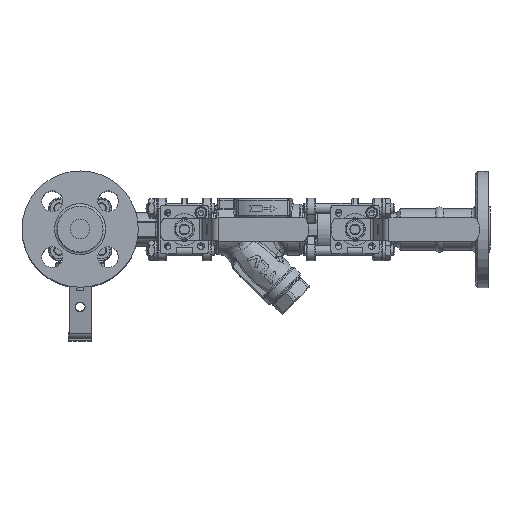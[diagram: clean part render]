
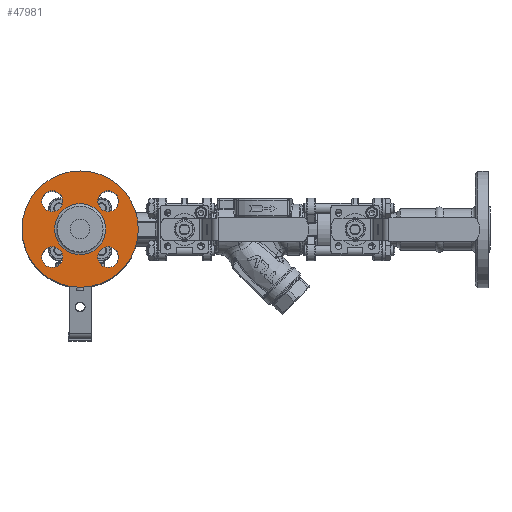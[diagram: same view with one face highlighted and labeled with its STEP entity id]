
A CAD part, top view. The second image highlights one B-rep face of the part: STEP entity #47981.
In plain terms, the highlighted planar face has unit normal (0, 0, 1).
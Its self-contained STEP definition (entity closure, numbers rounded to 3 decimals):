
#4438=FACE_BOUND('',#14583,.T.);
#4439=FACE_BOUND('',#14584,.T.);
#4440=FACE_BOUND('',#14585,.T.);
#4441=FACE_BOUND('',#14586,.T.);
#4442=FACE_BOUND('',#14587,.T.);
#4660=PLANE('',#51066);
#11564=FACE_OUTER_BOUND('',#14582,.T.);
#14582=EDGE_LOOP('',(#32743));
#14583=EDGE_LOOP('',(#32744));
#14584=EDGE_LOOP('',(#32745));
#14585=EDGE_LOOP('',(#32746));
#14586=EDGE_LOOP('',(#32747));
#14587=EDGE_LOOP('',(#32748));
#17823=CIRCLE('',#51063,19.486);
#17826=CIRCLE('',#51067,44.5);
#17827=CIRCLE('',#51068,8.);
#17828=CIRCLE('',#51069,8.);
#17829=CIRCLE('',#51070,8.);
#17830=CIRCLE('',#51071,8.);
#20546=VERTEX_POINT('',#70924);
#20548=VERTEX_POINT('',#70930);
#20549=VERTEX_POINT('',#70932);
#20550=VERTEX_POINT('',#70934);
#20551=VERTEX_POINT('',#70936);
#20552=VERTEX_POINT('',#70938);
#25164=EDGE_CURVE('',#20546,#20546,#17823,.T.);
#25167=EDGE_CURVE('',#20548,#20548,#17826,.T.);
#25168=EDGE_CURVE('',#20549,#20549,#17827,.T.);
#25169=EDGE_CURVE('',#20550,#20550,#17828,.T.);
#25170=EDGE_CURVE('',#20551,#20551,#17829,.T.);
#25171=EDGE_CURVE('',#20552,#20552,#17830,.T.);
#32743=ORIENTED_EDGE('',*,*,#25167,.F.);
#32744=ORIENTED_EDGE('',*,*,#25168,.T.);
#32745=ORIENTED_EDGE('',*,*,#25169,.T.);
#32746=ORIENTED_EDGE('',*,*,#25170,.T.);
#32747=ORIENTED_EDGE('',*,*,#25171,.T.);
#32748=ORIENTED_EDGE('',*,*,#25164,.F.);
#47981=ADVANCED_FACE('',(#11564,#4438,#4439,#4440,#4441,#4442),#4660,.F.);
#51063=AXIS2_PLACEMENT_3D('',#70925,#56923,#56924);
#51066=AXIS2_PLACEMENT_3D('',#70929,#56929,#56930);
#51067=AXIS2_PLACEMENT_3D('',#70931,#56931,#56932);
#51068=AXIS2_PLACEMENT_3D('',#70933,#56933,#56934);
#51069=AXIS2_PLACEMENT_3D('',#70935,#56935,#56936);
#51070=AXIS2_PLACEMENT_3D('',#70937,#56937,#56938);
#51071=AXIS2_PLACEMENT_3D('',#70939,#56939,#56940);
#56923=DIRECTION('center_axis',(0.,0.,
1.));
#56924=DIRECTION('ref_axis',(-1.,0.,0.));
#56929=DIRECTION('center_axis',(0.,0.,
-1.));
#56930=DIRECTION('ref_axis',(1.,0.,0.));
#56931=DIRECTION('center_axis',(0.,0.,
-1.));
#56932=DIRECTION('ref_axis',(1.,0.,0.));
#56933=DIRECTION('center_axis',(0.,0.,
-1.));
#56934=DIRECTION('ref_axis',(-1.,0.,0.));
#56935=DIRECTION('center_axis',(0.,0.,
-1.));
#56936=DIRECTION('ref_axis',(0.,1.,0.));
#56937=DIRECTION('center_axis',(0.,0.,
-1.));
#56938=DIRECTION('ref_axis',(1.,0.,0.));
#56939=DIRECTION('center_axis',(0.,0.,
-1.));
#56940=DIRECTION('ref_axis',(0.,-1.,0.));
#70924=CARTESIAN_POINT('',(-125.549,18.833,190.983));
#70925=CARTESIAN_POINT('Origin',(-145.036,18.833,190.983));
#70929=CARTESIAN_POINT('Origin',(-145.036,18.833,190.983));
#70930=CARTESIAN_POINT('',(-189.536,18.833,190.983));
#70931=CARTESIAN_POINT('Origin',(-145.036,18.833,190.983));
#70932=CARTESIAN_POINT('',(-158.426,-2.557,190.983));
#70933=CARTESIAN_POINT('Origin',(-166.426,-2.557,190.983));
#70934=CARTESIAN_POINT('',(-166.426,32.223,190.983));
#70935=CARTESIAN_POINT('Origin',(-166.426,40.223,190.983));
#70936=CARTESIAN_POINT('',(-131.646,40.223,190.983));
#70937=CARTESIAN_POINT('Origin',(-123.646,40.223,190.983));
#70938=CARTESIAN_POINT('',(-123.646,5.443,190.983));
#70939=CARTESIAN_POINT('Origin',(-123.646,-2.557,190.983));
